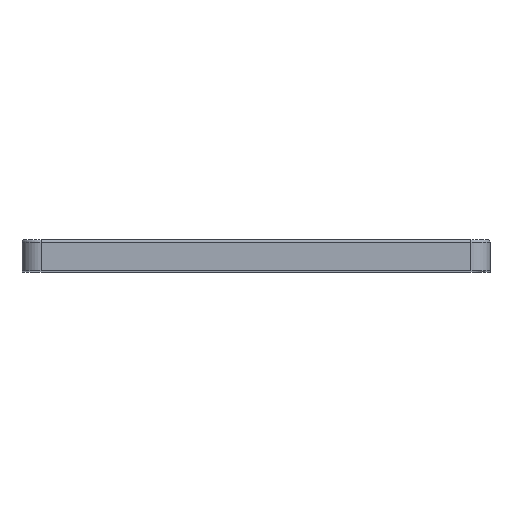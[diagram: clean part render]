
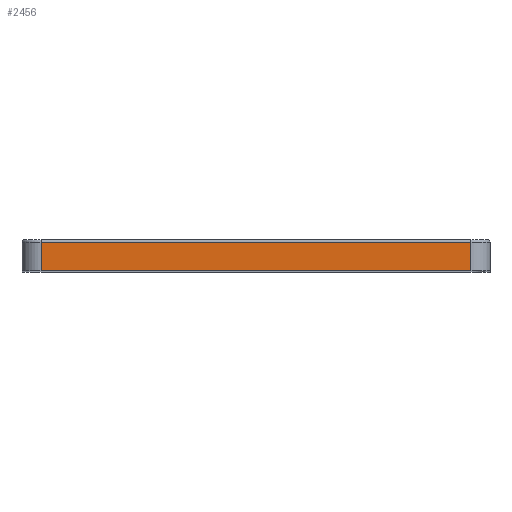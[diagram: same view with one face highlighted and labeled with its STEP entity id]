
A CAD part, top view. The second image highlights one B-rep face of the part: STEP entity #2456.
In plain terms, the highlighted planar face has unit normal (0, 0, 1).
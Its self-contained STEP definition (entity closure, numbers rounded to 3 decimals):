
#93=PLANE('',#2751);
#101=LINE('',#3529,#287);
#277=LINE('',#4162,#463);
#278=LINE('',#4165,#464);
#279=LINE('',#4166,#465);
#287=VECTOR('',#2801,10.);
#463=VECTOR('',#3475,10.);
#464=VECTOR('',#3478,10.);
#465=VECTOR('',#3479,10.);
#659=FACE_OUTER_BOUND('',#818,.T.);
#818=EDGE_LOOP('',(#2185,#2186,#2187,#2188));
#985=VERTEX_POINT('',#3519);
#987=VERTEX_POINT('',#3525);
#1196=VERTEX_POINT('',#4160);
#1197=VERTEX_POINT('',#4164);
#1217=EDGE_CURVE('',#985,#987,#101,.T.);
#1531=EDGE_CURVE('',#985,#1196,#277,.T.);
#1532=EDGE_CURVE('',#1197,#1196,#278,.T.);
#1533=EDGE_CURVE('',#987,#1197,#279,.T.);
#2185=ORIENTED_EDGE('',*,*,#1217,.F.);
#2186=ORIENTED_EDGE('',*,*,#1531,.T.);
#2187=ORIENTED_EDGE('',*,*,#1532,.F.);
#2188=ORIENTED_EDGE('',*,*,#1533,.F.);
#2456=ADVANCED_FACE('',(#659),#93,.T.);
#2751=AXIS2_PLACEMENT_3D('',#4163,#3476,#3477);
#2801=DIRECTION('',(1.,0.,0.));
#3475=DIRECTION('',(0.,-1.,0.));
#3476=DIRECTION('center_axis',(0.,0.,1.));
#3477=DIRECTION('ref_axis',(-1.,0.,0.));
#3478=DIRECTION('',(-1.,0.,0.));
#3479=DIRECTION('',(0.,-1.,0.));
#3519=CARTESIAN_POINT('',(-90.,12.,158.));
#3525=CARTESIAN_POINT('',(90.,12.,158.));
#3529=CARTESIAN_POINT('',(45.,12.,158.));
#4160=CARTESIAN_POINT('',(-90.,0.,158.));
#4162=CARTESIAN_POINT('',(-90.,13.,158.));
#4163=CARTESIAN_POINT('Origin',(90.,13.,158.));
#4164=CARTESIAN_POINT('',(90.,0.,158.));
#4165=CARTESIAN_POINT('',(-90.,0.,158.));
#4166=CARTESIAN_POINT('',(90.,13.,158.));
